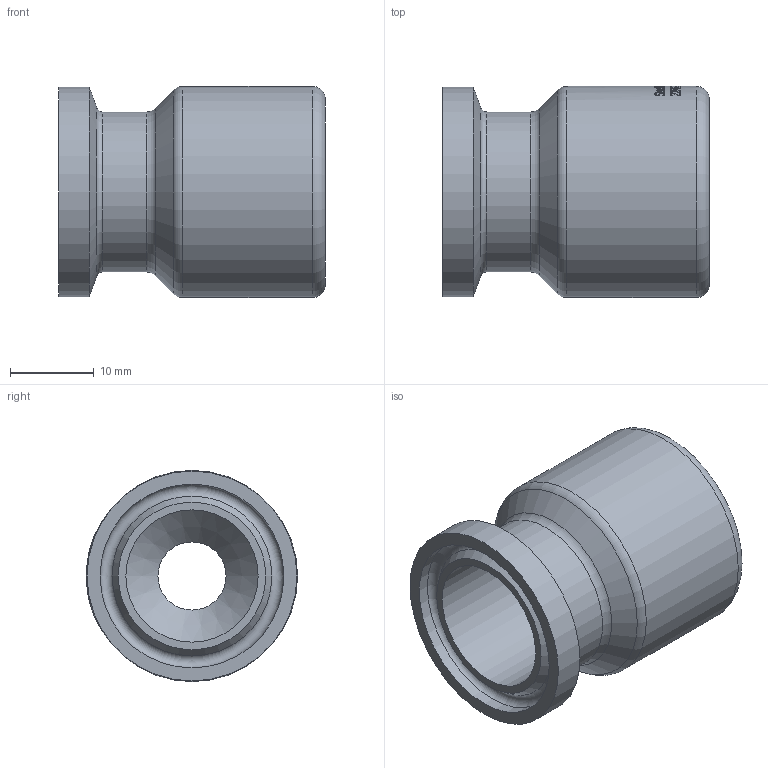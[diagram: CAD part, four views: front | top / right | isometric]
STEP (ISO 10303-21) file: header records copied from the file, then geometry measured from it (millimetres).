
FILE_DESCRIPTION(/* description */ (''),/* implementation_level */ '2;1');
FILE_NAME(/* name */ '22MP-.75X.125.ipt.stp',/* time_stamp */ '2019-08-23T16:29:10-04:00',/* author */ ('Engineering'),/* organization */ (''),/* preprocessor_version */ 'ST-DEVELOPER v15.2',/* originating_system */ 'Autodesk Inventor 2014',/* authorisation */ '');
FILE_SCHEMA (('AUTOMOTIVE_DESIGN { 1 0 10303 214 3 1 1 }'));
Length unit declared in the file: inch
Products named in the file (1): 22MP-.75X.125
Bounding box: 31.75 x 25.15 x 25.15 mm (x, y, z)
Volume: 9118.5 mm3; surface area: 4720.2 mm2
Topology: 1 solids, 1 shells, 417 faces, 1124 edges, 745 vertices
Faces by surface type: bspline 187, plane 177, cylinder 42, cone 6, torus 5
Full cylindrical faces by diameter (mm): 15.748 x1, 19.05 x1, 21.895 x1, 24.994 x1, 25.146 x1
Entity records: 16315 total; most frequent: CARTESIAN_POINT 6959, ORIENTED_EDGE 2204, DIRECTION 1411, EDGE_CURVE 1102, VERTEX_POINT 741, LINE 505, VECTOR 505, EDGE_LOOP 471
